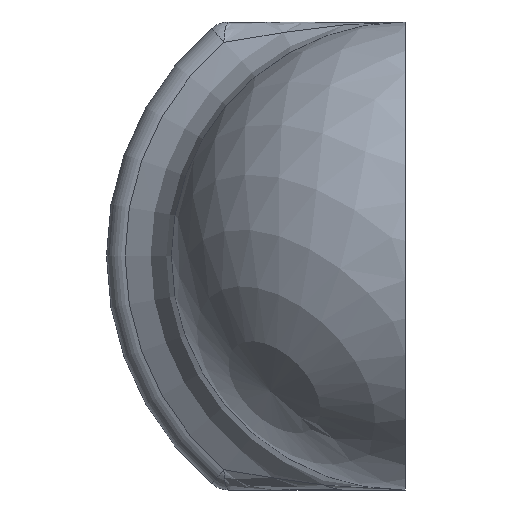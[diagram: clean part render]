
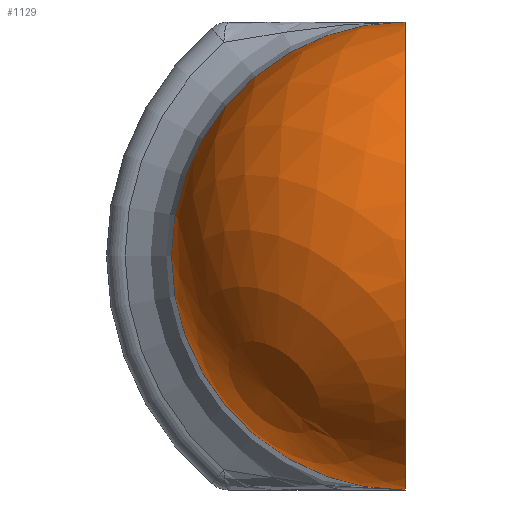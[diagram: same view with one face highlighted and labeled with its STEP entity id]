
A CAD part, front view. The second image highlights one B-rep face of the part: STEP entity #1129.
In plain terms, the highlighted spherical face has radius 18 mm.
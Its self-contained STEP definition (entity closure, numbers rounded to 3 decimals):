
#56=SPHERICAL_SURFACE('',#1272,18.);
#122=FACE_OUTER_BOUND('',#179,.T.);
#179=EDGE_LOOP('',(#1029,#1030,#1031,#1032,#1033));
#373=CIRCLE('',#1169,18.);
#374=CIRCLE('',#1170,18.);
#393=CIRCLE('',#1206,18.);
#434=CIRCLE('',#1273,18.);
#452=VERTEX_POINT('',#1789);
#453=VERTEX_POINT('',#1791);
#454=VERTEX_POINT('',#1793);
#544=VERTEX_POINT('',#2103);
#573=EDGE_CURVE('',#453,#452,#373,.T.);
#574=EDGE_CURVE('',#454,#453,#374,.T.);
#640=EDGE_CURVE('',#454,#452,#393,.T.);
#715=EDGE_CURVE('',#453,#544,#434,.T.);
#1029=ORIENTED_EDGE('',*,*,#574,.T.);
#1030=ORIENTED_EDGE('',*,*,#715,.T.);
#1031=ORIENTED_EDGE('',*,*,#715,.F.);
#1032=ORIENTED_EDGE('',*,*,#573,.T.);
#1033=ORIENTED_EDGE('',*,*,#640,.F.);
#1129=ADVANCED_FACE('',(#122),#56,.T.);
#1169=AXIS2_PLACEMENT_3D('',#1792,#1335,#1336);
#1170=AXIS2_PLACEMENT_3D('',#1794,#1337,#1338);
#1206=AXIS2_PLACEMENT_3D('',#1924,#1456,#1457);
#1272=AXIS2_PLACEMENT_3D('',#2102,#1618,#1619);
#1273=AXIS2_PLACEMENT_3D('',#2104,#1620,#1621);
#1335=DIRECTION('center_axis',(-1.,0.,0.));
#1336=DIRECTION('ref_axis',(0.,0.,-1.));
#1337=DIRECTION('center_axis',(-1.,0.,0.));
#1338=DIRECTION('ref_axis',(0.,0.,-1.));
#1456=DIRECTION('center_axis',(0.,1.,0.));
#1457=DIRECTION('ref_axis',(1.,0.,0.));
#1618=DIRECTION('center_axis',(0.577,0.577,0.577));
#1619=DIRECTION('ref_axis',(-0.707,0.,0.707));
#1620=DIRECTION('center_axis',(-0.408,0.816,-0.408));
#1621=DIRECTION('ref_axis',(0.707,0.,-0.707));
#1789=CARTESIAN_POINT('',(0.,0.,18.));
#1791=CARTESIAN_POINT('',(0.,-8.05,-16.1));
#1792=CARTESIAN_POINT('Origin',(0.,0.,0.));
#1793=CARTESIAN_POINT('',(0.,0.,-18.));
#1794=CARTESIAN_POINT('Origin',(0.,0.,0.));
#1924=CARTESIAN_POINT('Origin',(0.,0.,0.));
#2102=CARTESIAN_POINT('Origin',(0.,0.,0.));
#2103=CARTESIAN_POINT('',(-10.392,-10.392,-10.392));
#2104=CARTESIAN_POINT('Origin',(0.,0.,0.));
